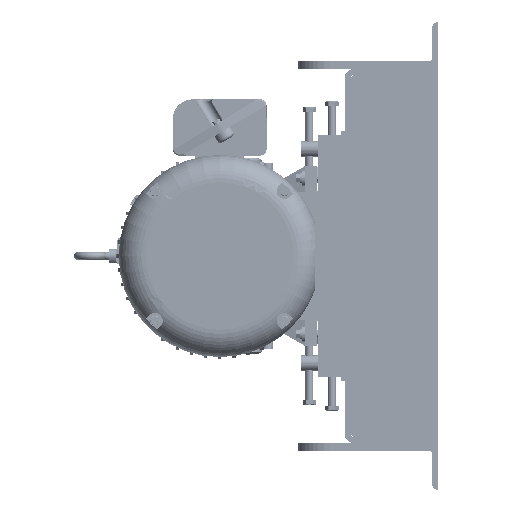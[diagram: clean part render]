
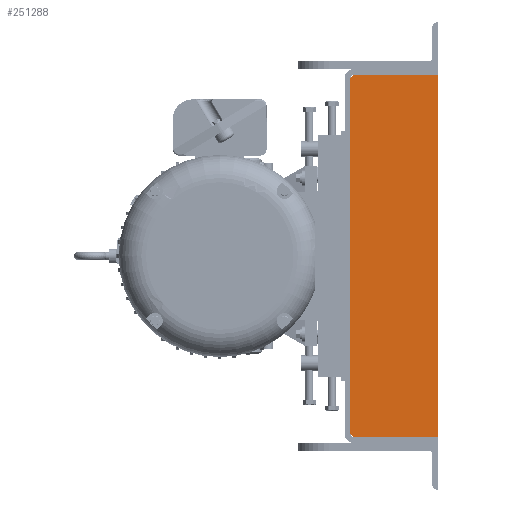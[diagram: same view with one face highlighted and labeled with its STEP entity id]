
A CAD part, left-side view. The second image highlights one B-rep face of the part: STEP entity #251288.
In plain terms, the highlighted planar face has unit normal (-1, 0, 0).
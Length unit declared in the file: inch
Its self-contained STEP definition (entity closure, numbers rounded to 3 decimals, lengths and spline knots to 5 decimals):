
#256 = CARTESIAN_POINT ( 'NONE',  ( -44.80875, -14.03988, 11.86194 ) ) ;
#2555 = ORIENTED_EDGE ( 'NONE', *, *, #199656, .F. ) ;
#22442 = PLANE ( 'NONE',  #276286 ) ;
#36392 = CARTESIAN_POINT ( 'NONE',  ( -44.80875, -8.66488, 11.86194 ) ) ;
#36563 = EDGE_CURVE ( 'NONE', #74661, #115028, #114789, .T. ) ;
#44046 = CARTESIAN_POINT ( 'NONE',  ( -44.80875, -8.66488, -11.38806 ) ) ;
#47898 = VECTOR ( 'NONE', #173042, 39.37008 ) ;
#49245 = CARTESIAN_POINT ( 'NONE',  ( -44.80875, -8.41488, 11.61194 ) ) ;
#52384 = CARTESIAN_POINT ( 'NONE',  ( -44.80875, -8.41488, -11.13806 ) ) ;
#64374 = VECTOR ( 'NONE', #242913, 39.37008 ) ;
#66119 = CARTESIAN_POINT ( 'NONE',  ( -44.80875, -8.66488, -11.38806 ) ) ;
#74661 = VERTEX_POINT ( 'NONE', #226688 ) ;
#78804 = VERTEX_POINT ( 'NONE', #198449 ) ;
#80328 = VERTEX_POINT ( 'NONE', #256 ) ;
#86493 = LINE ( 'NONE', #242384, #169841 ) ;
#88905 = LINE ( 'NONE', #52384, #162167 ) ;
#92220 = DIRECTION ( 'NONE',  ( 0., -1., 0. ) ) ;
#114789 = LINE ( 'NONE', #66119, #47898 ) ;
#115028 = VERTEX_POINT ( 'NONE', #44046 ) ;
#119960 = ORIENTED_EDGE ( 'NONE', *, *, #236691, .F. ) ;
#124176 = LINE ( 'NONE', #49245, #64374 ) ;
#131219 = ORIENTED_EDGE ( 'NONE', *, *, #236842, .F. ) ;
#136426 = EDGE_CURVE ( 'NONE', #115028, #270183, #88905, .T. ) ;
#136855 = VECTOR ( 'NONE', #92220, 39.37008 ) ;
#141385 = ORIENTED_EDGE ( 'NONE', *, *, #136426, .F. ) ;
#141656 = DIRECTION ( 'NONE',  ( 0., -0.707, 0.707 ) ) ;
#143823 = VECTOR ( 'NONE', #141656, 39.37008 ) ;
#146969 = EDGE_LOOP ( 'NONE', ( #197307, #131219, #119960, #2555, #141385, #176978 ) ) ;
#147042 = LINE ( 'NONE', #36392, #143823 ) ;
#147266 = CARTESIAN_POINT ( 'NONE',  ( -44.80875, -14.03988, 12.88844 ) ) ;
#162167 = VECTOR ( 'NONE', #222719, 39.37008 ) ;
#164045 = DIRECTION ( 'NONE',  ( 0., 0., 1. ) ) ;
#168732 = DIRECTION ( 'NONE',  ( -1., 0., 0. ) ) ;
#169841 = VECTOR ( 'NONE', #221836, 39.37008 ) ;
#170307 = LINE ( 'NONE', #175067, #136855 ) ;
#173042 = DIRECTION ( 'NONE',  ( 0., 1., 0. ) ) ;
#175067 = CARTESIAN_POINT ( 'NONE',  ( -44.80875, -14.03988, 11.86194 ) ) ;
#176978 = ORIENTED_EDGE ( 'NONE', *, *, #36563, .F. ) ;
#187181 = CARTESIAN_POINT ( 'NONE',  ( -44.80875, -8.41488, -11.13806 ) ) ;
#197307 = ORIENTED_EDGE ( 'NONE', *, *, #201437, .F. ) ;
#198449 = CARTESIAN_POINT ( 'NONE',  ( -44.80875, -8.66488, 11.86194 ) ) ;
#199656 = EDGE_CURVE ( 'NONE', #270183, #220655, #124176, .T. ) ;
#201437 = EDGE_CURVE ( 'NONE', #80328, #74661, #86493, .T. ) ;
#208258 = CARTESIAN_POINT ( 'NONE',  ( -44.80875, -8.41488, 11.61194 ) ) ;
#220655 = VERTEX_POINT ( 'NONE', #208258 ) ;
#221836 = DIRECTION ( 'NONE',  ( 0., 0., -1. ) ) ;
#222719 = DIRECTION ( 'NONE',  ( 0., 0.707, 0.707 ) ) ;
#226688 = CARTESIAN_POINT ( 'NONE',  ( -44.80875, -14.03988, -11.38806 ) ) ;
#236691 = EDGE_CURVE ( 'NONE', #220655, #78804, #147042, .T. ) ;
#236842 = EDGE_CURVE ( 'NONE', #78804, #80328, #170307, .T. ) ;
#242384 = CARTESIAN_POINT ( 'NONE',  ( -44.80875, -14.03988, -11.38806 ) ) ;
#242913 = DIRECTION ( 'NONE',  ( 0., 0., 1. ) ) ;
#251288 = ADVANCED_FACE ( 'NONE', ( #261322 ), #22442, .T. ) ;
#261322 = FACE_OUTER_BOUND ( 'NONE', #146969, .T. ) ;
#270183 = VERTEX_POINT ( 'NONE', #187181 ) ;
#276286 = AXIS2_PLACEMENT_3D ( 'NONE', #147266, #168732, #164045 ) ;
